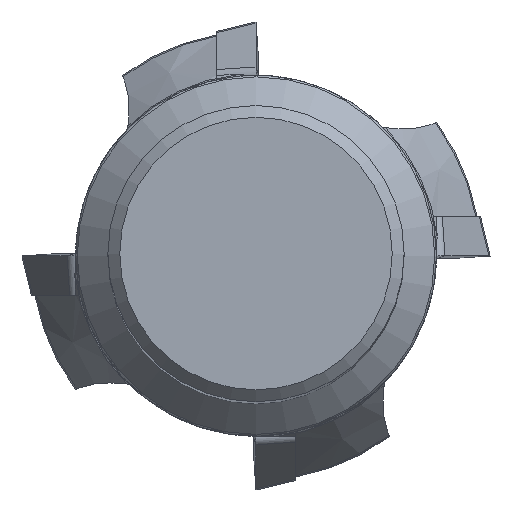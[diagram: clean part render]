
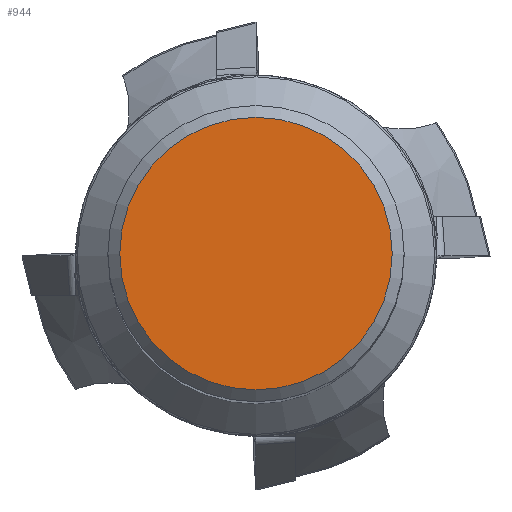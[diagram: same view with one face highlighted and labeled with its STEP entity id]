
A CAD part, top view. The second image highlights one B-rep face of the part: STEP entity #944.
In plain terms, the highlighted planar face has unit normal (0, 0, 1).
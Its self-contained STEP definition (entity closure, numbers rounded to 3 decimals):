
#730=FACE_OUTER_BOUND('',#1484,.T.);
#944=ADVANCED_FACE('CU_SU3',(#730),#1146,.F.);
#1146=PLANE('',#4510);
#1289=CIRCLE('',#4509,11.497);
#1484=EDGE_LOOP('',(#2020));
#2020=ORIENTED_EDGE('',*,*,#3588,.F.);
#3113=VERTEX_POINT('',#7181);
#3588=EDGE_CURVE('',#3113,#3113,#1289,.T.);
#4509=AXIS2_PLACEMENT_3D('',#7180,#5079,#5080);
#4510=AXIS2_PLACEMENT_3D('',#7182,#5081,#5082);
#5079=DIRECTION('',(0.,0.,-1.));
#5080=DIRECTION('',(-1.,0.,0.));
#5081=DIRECTION('',(0.,0.,-1.));
#5082=DIRECTION('',(-1.,0.,0.));
#7180=CARTESIAN_POINT('',(0.,0.,0.));
#7181=CARTESIAN_POINT('',(-11.497,0.,0.));
#7182=CARTESIAN_POINT('',(0.,0.,0.));
